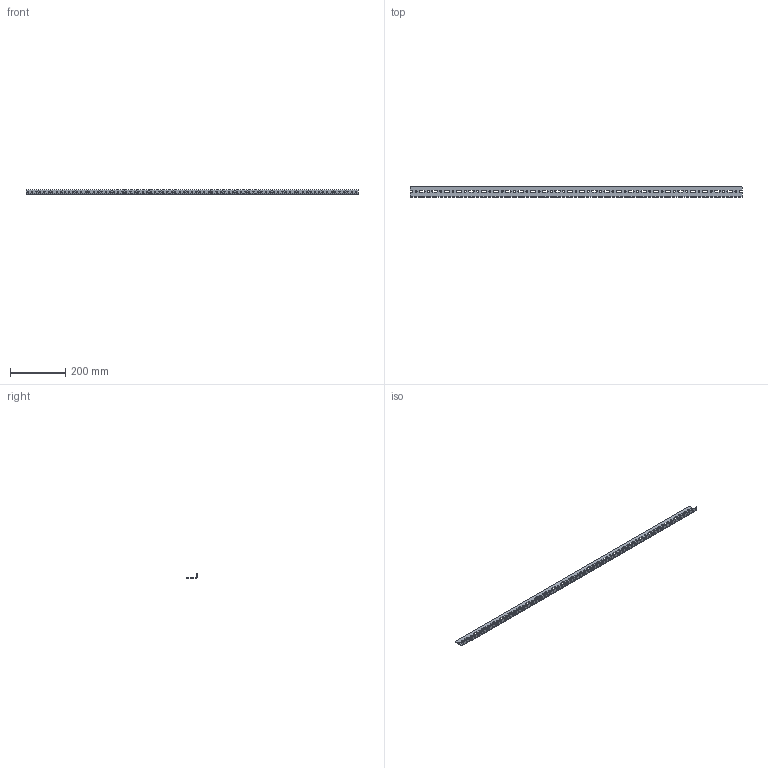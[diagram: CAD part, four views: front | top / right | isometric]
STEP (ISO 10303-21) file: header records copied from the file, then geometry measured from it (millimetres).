
FILE_DESCRIPTION(/* description */ ('Unknown'),/* implementation_level */ '2;1');
FILE_NAME(/* name */ 'URR27U',/* time_stamp */ '2016-06-10T13:58:00-04:00',/* author */ ('Unknown'),/* organization */ ('Unknown'),/* preprocessor_version */ 'ST-DEVELOPER v16.7',/* originating_system */ 'DEX',/* authorisation */ $);
FILE_SCHEMA (('AUTOMOTIVE_DESIGN {1 0 10303 214 3 1 1}'));
Length unit declared in the file: millimetre
Products named in the file (1): COM57213-27
Bounding box: 1200.15 x 38.1 x 15.88 mm (x, y, z)
Volume: 132305.5 mm3; surface area: 123075.3 mm2
Topology: 1 solids, 1 shells, 340 faces, 1017 edges, 705 vertices
Faces by surface type: plane 176, cylinder 164
Full cylindrical faces by diameter (mm): 4.496 x81, 6.756 x27
Entity records: 10934 total; most frequent: DIRECTION 1838, CARTESIAN_POINT 1793, ORIENTED_EDGE 1656, EDGE_CURVE 828, EDGE_LOOP 742, FACE_BOUND 742, AXIS2_PLACEMENT_3D 669, VERTEX_POINT 624
